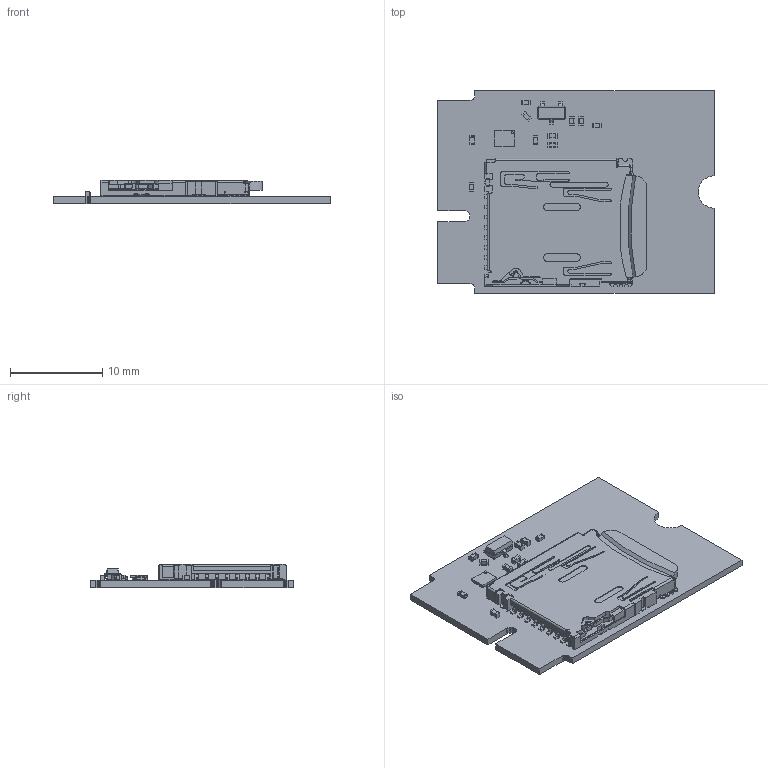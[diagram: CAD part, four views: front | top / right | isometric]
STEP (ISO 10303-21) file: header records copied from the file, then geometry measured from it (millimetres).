
FILE_DESCRIPTION(('KiCad electronic assembly'),'2;1');
FILE_NAME('m2-sd-card.step','2023-05-11T21:23:54',('Pcbnew'),('Kicad'), 'Open CASCADE STEP processor 7.6','KiCad to STEP converter','Unknown' );
FILE_SCHEMA(('AUTOMOTIVE_DESIGN { 1 0 10303 214 1 1 1 1 }'));
Length unit declared in the file: millimetre
Products named in the file (14): m2-sd-card 1; C_0402_1005Metric; SOLID; SOT-23; microSD_HC_Hirose_DM3AT-SF-PEJM5; microsd; NVT4857UK; COMPOUND; R_0402_1005Metric; _autosave-m2-sd-card PCB
Assembly tree (21 placements, depth 3):
  m2-sd-card 1
    C_0402_1005Metric  x8
      SOLID
    SOT-23
      SOLID
    microSD_HC_Hirose_DM3AT-SF-PEJM5
      SOLID
    microsd
      SOLID
    NVT4857UK
      COMPOUND
    R_0402_1005Metric  x2
      SOLID
    _autosave-m2-sd-card PCB
Bounding box: 30 x 22 x 2.5 mm (x, y, z)
Volume: 842.9 mm3; surface area: 2607.2 mm2
Topology: 35 solids, 35 shells, 1121 faces, 3063 edges, 2010 vertices
Faces by surface type: plane 734, cylinder 339, bspline 27, sphere 20, cone 1
Full cylindrical faces by diameter (mm): 0.212 x1
Entity records: 62277 total; most frequent: CARTESIAN_POINT 12190, DIRECTION 9174, LINE 6176, VECTOR 6176, ORIENTED_EDGE 4862, PCURVE 4862, DEFINITIONAL_REPRESENTATION 4862, EDGE_CURVE 2431
